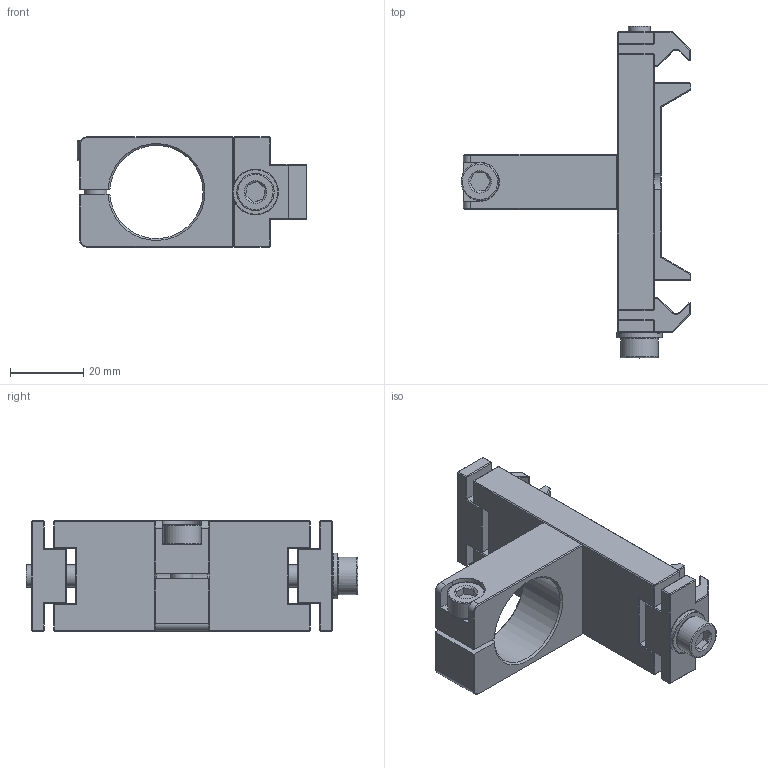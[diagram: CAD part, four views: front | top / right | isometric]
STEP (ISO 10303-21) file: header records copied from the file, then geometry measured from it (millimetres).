
FILE_DESCRIPTION (( 'STEP AP203' ), '1' );
FILE_NAME ('530156.STEP', '2025-05-07T04:07:26', ( 'Windows User' ), ( 'P R C' ), 'SwSTEP 2.0', 'SolidWorks 2020', '' );
FILE_SCHEMA (( 'CONFIG_CONTROL_DESIGN' ));
Length unit declared in the file: millimetre
Products named in the file (1): 530156
Bounding box: 62.6 x 90.5 x 30 mm (x, y, z)
Volume: 38895.4 mm3; surface area: 20519.6 mm2
Topology: 9 solids, 9 shells, 336 faces, 789 edges, 478 vertices
Faces by surface type: plane 264, cone 32, cylinder 28, bspline 12
Full cylindrical faces by diameter (mm): 3.3 x2, 4 x2, 4.5 x2, 5 x2, 6 x2, 6.2 x2, 6.4 x1, 6.6 x1, 7.2 x2, 7.8 x2, 10.2 x2, 12.5 x1
Entity records: 9310 total; most frequent: CARTESIAN_POINT 2138, ORIENTED_EDGE 1410, DIRECTION 1383, EDGE_CURVE 705, LINE 553, VECTOR 553, VERTEX_POINT 446, AXIS2_PLACEMENT_3D 415
